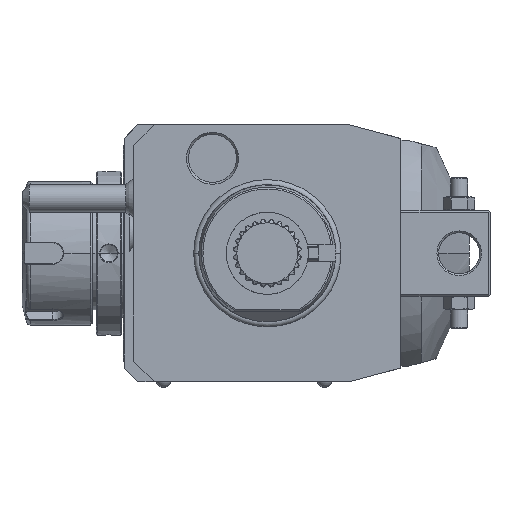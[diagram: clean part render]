
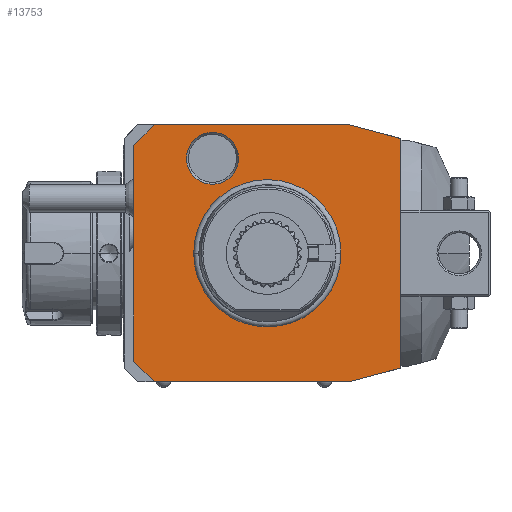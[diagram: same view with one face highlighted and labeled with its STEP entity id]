
A CAD part, front view. The second image highlights one B-rep face of the part: STEP entity #13753.
In plain terms, the highlighted planar face has unit normal (0, -1, 0).
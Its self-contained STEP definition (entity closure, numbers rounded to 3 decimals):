
#1=DIRECTION('',(-0.966,0.,0.259));
#2=VECTOR('',#1,15.529);
#3=CARTESIAN_POINT('',(39.,0.,33.481));
#4=LINE('',#3,#2);
#5=DIRECTION('',(0.,0.,1.));
#6=VECTOR('',#5,66.962);
#7=CARTESIAN_POINT('',(39.,0.,-33.481));
#8=LINE('',#7,#6);
#9=DIRECTION('',(0.966,0.,0.259));
#10=VECTOR('',#9,15.529);
#11=CARTESIAN_POINT('',(24.,0.,-37.5));
#12=LINE('',#11,#10);
#13=DIRECTION('',(1.,0.,0.));
#14=VECTOR('',#13,57.);
#15=CARTESIAN_POINT('',(-33.,0.,-37.5));
#16=LINE('',#15,#14);
#17=DIRECTION('',(0.707,0.,-0.707));
#18=VECTOR('',#17,8.485);
#19=CARTESIAN_POINT('',(-39.,0.,-31.5));
#20=LINE('',#19,#18);
#21=DIRECTION('',(0.,0.,-1.));
#22=VECTOR('',#21,63.);
#23=CARTESIAN_POINT('',(-39.,0.,31.5));
#24=LINE('',#23,#22);
#25=DIRECTION('',(-0.707,0.,-0.707));
#26=VECTOR('',#25,8.485);
#27=CARTESIAN_POINT('',(-33.,0.,37.5));
#28=LINE('',#27,#26);
#29=DIRECTION('',(-1.,0.,0.));
#30=VECTOR('',#29,57.);
#31=CARTESIAN_POINT('',(24.,0.,37.5));
#32=LINE('',#31,#30);
#33=CARTESIAN_POINT('',(-16.,0.,27.713));
#34=DIRECTION('',(0.,1.,0.));
#35=DIRECTION('',(1.,0.,0.));
#36=AXIS2_PLACEMENT_3D('',#33,#34,#35);
#38=CARTESIAN_POINT('',(-16.,0.,27.713));
#39=DIRECTION('',(0.,1.,0.));
#40=DIRECTION('',(-1.,0.,0.));
#41=AXIS2_PLACEMENT_3D('',#38,#39,#40);
#7459=CARTESIAN_POINT('',(0.,0.,0.));
#7460=DIRECTION('',(0.,1.,0.));
#7461=DIRECTION('',(-1.,0.,0.));
#7462=AXIS2_PLACEMENT_3D('',#7459,#7460,#7461);
#7464=CARTESIAN_POINT('',(0.,0.,0.));
#7465=DIRECTION('',(0.,1.,0.));
#7466=DIRECTION('',(1.,0.,0.));
#7467=AXIS2_PLACEMENT_3D('',#7464,#7465,#7466);
#12374=CARTESIAN_POINT('',(-8.423,0.,27.713));
#12375=CARTESIAN_POINT('',(-23.577,0.,27.713));
#12376=VERTEX_POINT('',#12374);
#12377=VERTEX_POINT('',#12375);
#13334=CARTESIAN_POINT('',(39.,0.,33.481));
#13335=CARTESIAN_POINT('',(24.,0.,37.5));
#13336=VERTEX_POINT('',#13334);
#13337=VERTEX_POINT('',#13335);
#13338=CARTESIAN_POINT('',(-33.,0.,37.5));
#13339=VERTEX_POINT('',#13338);
#13340=CARTESIAN_POINT('',(-39.,0.,31.5));
#13341=VERTEX_POINT('',#13340);
#13342=CARTESIAN_POINT('',(-39.,0.,-31.5));
#13343=VERTEX_POINT('',#13342);
#13344=CARTESIAN_POINT('',(-33.,0.,-37.5));
#13345=VERTEX_POINT('',#13344);
#13346=CARTESIAN_POINT('',(24.,0.,-37.5));
#13347=VERTEX_POINT('',#13346);
#13348=CARTESIAN_POINT('',(39.,0.,-33.481));
#13349=VERTEX_POINT('',#13348);
#13608=CARTESIAN_POINT('',(-21.137,0.,0.));
#13609=CARTESIAN_POINT('',(21.137,0.,0.));
#13610=VERTEX_POINT('',#13608);
#13611=VERTEX_POINT('',#13609);
#13718=CARTESIAN_POINT('',(0.,0.,0.));
#13719=DIRECTION('',(0.,-1.,0.));
#13720=DIRECTION('',(-1.,0.,0.));
#13721=AXIS2_PLACEMENT_3D('',#13718,#13719,#13720);
#13722=PLANE('',#13721);
#13724=ORIENTED_EDGE('',*,*,#13723,.F.);
#13726=ORIENTED_EDGE('',*,*,#13725,.F.);
#13728=ORIENTED_EDGE('',*,*,#13727,.F.);
#13730=ORIENTED_EDGE('',*,*,#13729,.F.);
#13732=ORIENTED_EDGE('',*,*,#13731,.F.);
#13734=ORIENTED_EDGE('',*,*,#13733,.F.);
#13736=ORIENTED_EDGE('',*,*,#13735,.F.);
#13738=ORIENTED_EDGE('',*,*,#13737,.F.);
#13739=EDGE_LOOP('',(#13724,#13726,#13728,#13730,#13732,#13734,#13736,#13738));
#13740=FACE_OUTER_BOUND('',#13739,.F.);
#13742=ORIENTED_EDGE('',*,*,#13741,.F.);
#13744=ORIENTED_EDGE('',*,*,#13743,.F.);
#13745=EDGE_LOOP('',(#13742,#13744));
#13746=FACE_BOUND('',#13745,.F.);
#13748=ORIENTED_EDGE('',*,*,#13747,.F.);
#13750=ORIENTED_EDGE('',*,*,#13749,.F.);
#13751=EDGE_LOOP('',(#13748,#13750));
#13752=FACE_BOUND('',#13751,.F.);
#37=CIRCLE('',#36,7.577);
#42=CIRCLE('',#41,7.577);
#7463=CIRCLE('',#7462,21.137);
#7468=CIRCLE('',#7467,21.137);
#13723=EDGE_CURVE('',#13336,#13337,#4,.T.);
#13725=EDGE_CURVE('',#13349,#13336,#8,.T.);
#13727=EDGE_CURVE('',#13347,#13349,#12,.T.);
#13729=EDGE_CURVE('',#13345,#13347,#16,.T.);
#13731=EDGE_CURVE('',#13343,#13345,#20,.T.);
#13733=EDGE_CURVE('',#13341,#13343,#24,.T.);
#13735=EDGE_CURVE('',#13339,#13341,#28,.T.);
#13737=EDGE_CURVE('',#13337,#13339,#32,.T.);
#13741=EDGE_CURVE('',#13610,#13611,#7463,.T.);
#13743=EDGE_CURVE('',#13611,#13610,#7468,.T.);
#13747=EDGE_CURVE('',#12376,#12377,#37,.T.);
#13749=EDGE_CURVE('',#12377,#12376,#42,.T.);
#13753=ADVANCED_FACE('',(#13740,#13746,#13752),#13722,.T.);
